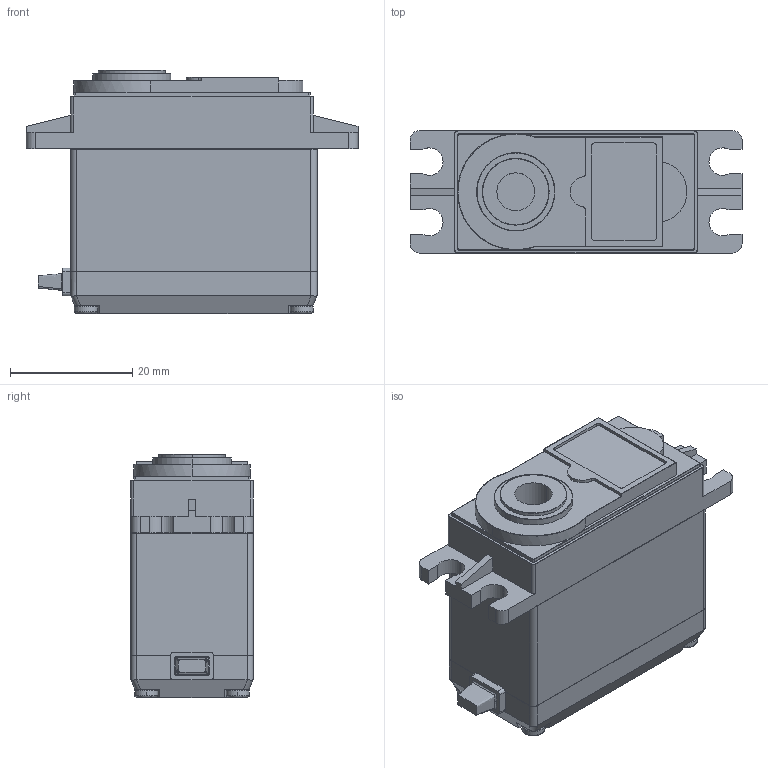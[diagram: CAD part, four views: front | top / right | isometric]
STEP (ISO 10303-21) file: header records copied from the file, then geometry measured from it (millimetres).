
FILE_DESCRIPTION (( 'STEP AP203' ), '1' );
FILE_NAME ('2000-0025-0002 v1 (3)_2.STEP', '2024-07-11T18:28:35', ( '微软用户' ), ( '微软中国' ), 'SwSTEP 2.0', 'SolidWorks 2023', '' );
FILE_SCHEMA (( 'CONFIG_CONTROL_DESIGN' ));
Length unit declared in the file: millimetre
Products named in the file (1): 2000-0025-0002 v1 (3)_2
Bounding box: 54.3 x 20 x 39.9 mm (x, y, z)
Volume: 30648.1 mm3; surface area: 7224.6 mm2
Topology: 1 solids, 5 shells, 386 faces, 1045 edges, 640 vertices
Faces by surface type: plane 167, cylinder 123, cone 52, bspline 44
Entity records: 13136 total; most frequent: CARTESIAN_POINT 3959, ORIENTED_EDGE 1998, DIRECTION 1814, EDGE_CURVE 999, VERTEX_POINT 640, AXIS2_PLACEMENT_3D 626, LINE 562, VECTOR 562
